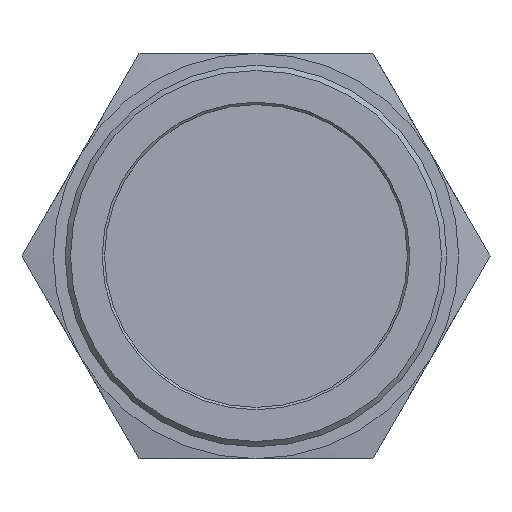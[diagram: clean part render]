
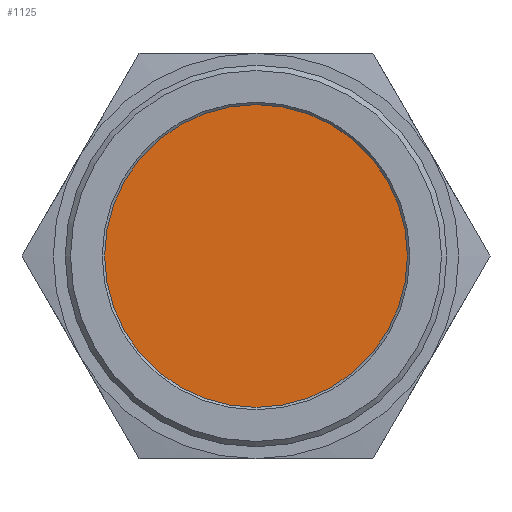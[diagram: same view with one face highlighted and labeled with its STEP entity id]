
A CAD part, front view. The second image highlights one B-rep face of the part: STEP entity #1125.
In plain terms, the highlighted planar face has unit normal (0, -1, 0).
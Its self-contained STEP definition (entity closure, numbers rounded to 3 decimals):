
#109=FACE_OUTER_BOUND('',#181,.T.);
#181=EDGE_LOOP('',(#711));
#265=CIRCLE('',#1225,31.75);
#445=VERTEX_POINT('',#1723);
#547=EDGE_CURVE('',#445,#445,#265,.T.);
#711=ORIENTED_EDGE('',*,*,#547,.F.);
#1027=PLANE('',#1224);
#1125=ADVANCED_FACE('',(#109),#1027,.T.);
#1224=AXIS2_PLACEMENT_3D('',#1722,#1383,#1384);
#1225=AXIS2_PLACEMENT_3D('',#1724,#1385,#1386);
#1383=DIRECTION('center_axis',(0.,-1.,0.));
#1384=DIRECTION('ref_axis',(0.,0.,-1.));
#1385=DIRECTION('center_axis',(0.,1.,0.));
#1386=DIRECTION('ref_axis',(-1.,0.,0.));
#1722=CARTESIAN_POINT('Origin',(0.139,-11.238,0.));
#1723=CARTESIAN_POINT('',(31.889,-11.238,0.));
#1724=CARTESIAN_POINT('Origin',(0.139,-11.238,0.));
